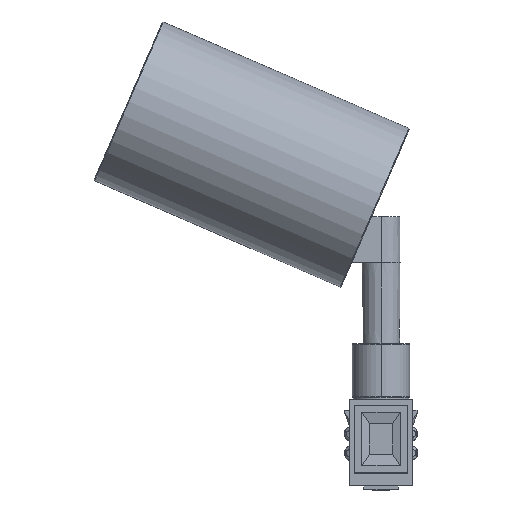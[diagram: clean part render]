
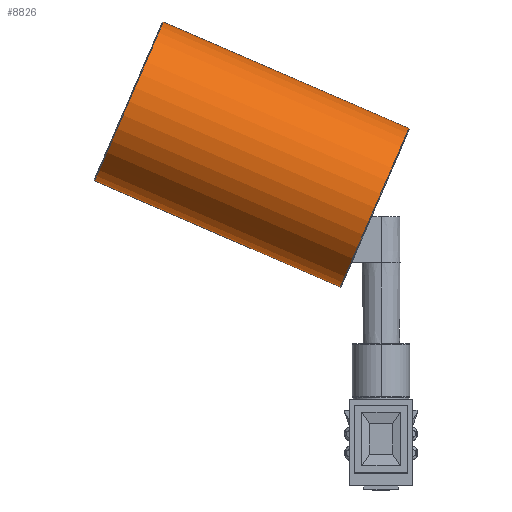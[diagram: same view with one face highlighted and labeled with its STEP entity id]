
A CAD part, left-side view. The second image highlights one B-rep face of the part: STEP entity #8826.
In plain terms, the highlighted cylindrical face has radius 22.5 mm (diameter 45 mm), a partial arc.
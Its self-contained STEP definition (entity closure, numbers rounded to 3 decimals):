
#8571 = ORIENTED_EDGE ( 'NONE', *, *, #84331, .T. ) ;
#8826 = ADVANCED_FACE ( 'NONE', ( #32167 ), #109808, .T. ) ;
#12639 = VECTOR ( 'NONE', #37430, 1000. ) ;
#13597 = ORIENTED_EDGE ( 'NONE', *, *, #75037, .T. ) ;
#15315 = EDGE_CURVE ( 'NONE', #24422, #35483, #42118, .T. ) ;
#20986 = DIRECTION ( 'NONE',  ( 0., 0., -1. ) ) ;
#24422 = VERTEX_POINT ( 'NONE', #82105 ) ;
#24587 = CARTESIAN_POINT ( 'NONE',  ( 0., 69.8, 0. ) ) ;
#28344 = EDGE_LOOP ( 'NONE', ( #77905, #13597, #8571, #78965 ) ) ;
#28820 = DIRECTION ( 'NONE',  ( 0., 0., -1. ) ) ;
#31015 = CARTESIAN_POINT ( 'NONE',  ( 0., 69.8, -22.5 ) ) ;
#31111 = CIRCLE ( 'NONE', #85656, 22.5 ) ;
#32167 = FACE_OUTER_BOUND ( 'NONE', #28344, .T. ) ;
#32969 = VERTEX_POINT ( 'NONE', #52899 ) ;
#35483 = VERTEX_POINT ( 'NONE', #104415 ) ;
#37430 = DIRECTION ( 'NONE',  ( 0., -1., 0. ) ) ;
#38148 = DIRECTION ( 'NONE',  ( 0., 1., 0. ) ) ;
#41654 = LINE ( 'NONE', #104663, #76423 ) ;
#42118 = LINE ( 'NONE', #56189, #12639 ) ;
#46437 = DIRECTION ( 'NONE',  ( 0., -1., 0. ) ) ;
#47263 = EDGE_CURVE ( 'NONE', #32969, #35483, #31111, .T. ) ;
#47736 = CIRCLE ( 'NONE', #107015, 22.5 ) ;
#52899 = CARTESIAN_POINT ( 'NONE',  ( 0., 0.2, -22.5 ) ) ;
#53380 = DIRECTION ( 'NONE',  ( 0., -1., 0. ) ) ;
#56189 = CARTESIAN_POINT ( 'NONE',  ( 0., 0., 22.5 ) ) ;
#64573 = VERTEX_POINT ( 'NONE', #31015 ) ;
#75037 = EDGE_CURVE ( 'NONE', #24422, #64573, #47736, .T. ) ;
#76423 = VECTOR ( 'NONE', #53380, 1000. ) ;
#77905 = ORIENTED_EDGE ( 'NONE', *, *, #15315, .F. ) ;
#78965 = ORIENTED_EDGE ( 'NONE', *, *, #47263, .T. ) ;
#81559 = CARTESIAN_POINT ( 'NONE',  ( 0., 0.2, 0. ) ) ;
#82105 = CARTESIAN_POINT ( 'NONE',  ( 0., 69.8, 22.5 ) ) ;
#84331 = EDGE_CURVE ( 'NONE', #64573, #32969, #41654, .T. ) ;
#85656 = AXIS2_PLACEMENT_3D ( 'NONE', #81559, #38148, #28820 ) ;
#89842 = CARTESIAN_POINT ( 'NONE',  ( 0., 0., 0. ) ) ;
#91570 = DIRECTION ( 'NONE',  ( 0., -1., 0. ) ) ;
#93398 = AXIS2_PLACEMENT_3D ( 'NONE', #89842, #46437, #20986 ) ;
#104415 = CARTESIAN_POINT ( 'NONE',  ( 0., 0.2, 22.5 ) ) ;
#104663 = CARTESIAN_POINT ( 'NONE',  ( 0., 0., -22.5 ) ) ;
#107015 = AXIS2_PLACEMENT_3D ( 'NONE', #24587, #91570, #109541 ) ;
#109541 = DIRECTION ( 'NONE',  ( 0., 0., 1. ) ) ;
#109808 = CYLINDRICAL_SURFACE ( 'NONE', #93398, 22.5 ) ;
